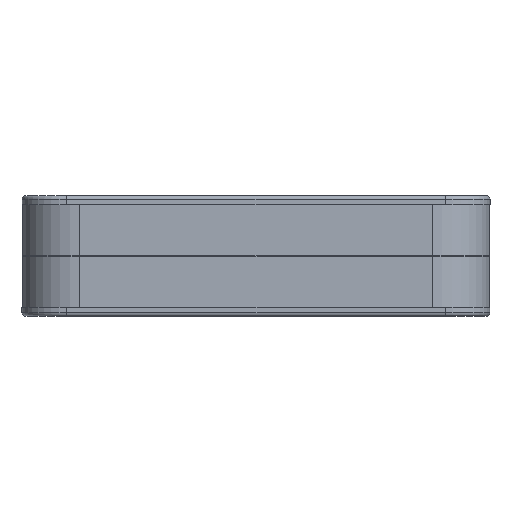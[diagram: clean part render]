
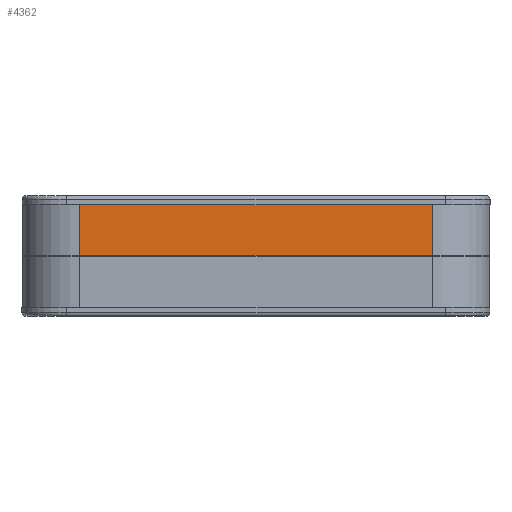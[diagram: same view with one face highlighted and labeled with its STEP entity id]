
A CAD part, front view. The second image highlights one B-rep face of the part: STEP entity #4362.
In plain terms, the highlighted planar face has unit normal (0, -1, 0).
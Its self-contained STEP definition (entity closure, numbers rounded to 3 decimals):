
#2140 = VERTEX_POINT ( 'NONE', #11258 ) ;
#2202 = EDGE_CURVE ( 'NONE', #2140, #2203, #11399, .T. ) ;
#2203 = VERTEX_POINT ( 'NONE', #11395 ) ;
#4362 = ADVANCED_FACE ( 'NONE', ( #14969 ), #14968, .F. ) ;
#4363 = EDGE_LOOP ( 'NONE', ( #4364, #4367, #4369, #4370 ) ) ;
#4364 = ORIENTED_EDGE ( 'NONE', *, *, #4365, .T. ) ;
#4365 = EDGE_CURVE ( 'NONE', #4384, #4366, #14963, .T. ) ;
#4366 = VERTEX_POINT ( 'NONE', #14959 ) ;
#4367 = ORIENTED_EDGE ( 'NONE', *, *, #4368, .F. ) ;
#4368 = EDGE_CURVE ( 'NONE', #2203, #4366, #14958, .T. ) ;
#4369 = ORIENTED_EDGE ( 'NONE', *, *, #2202, .F. ) ;
#4370 = ORIENTED_EDGE ( 'NONE', *, *, #4386, .T. ) ;
#4384 = VERTEX_POINT ( 'NONE', #14990 ) ;
#4386 = EDGE_CURVE ( 'NONE', #2140, #4384, #14989, .T. ) ;
#11258 = CARTESIAN_POINT ( 'NONE',  ( -55.1, -81.75, 16. ) ) ;
#11395 = CARTESIAN_POINT ( 'NONE',  ( 55.1, -81.75, 16. ) ) ;
#11396 = DIRECTION ( 'NONE',  ( 1., 0., 0. ) ) ;
#11397 = VECTOR ( 'NONE', #11396, 1000. ) ;
#11398 = CARTESIAN_POINT ( 'NONE',  ( -55.1, -81.75, 16. ) ) ;
#11399 = LINE ( 'NONE', #11398, #11397 ) ;
#14955 = DIRECTION ( 'NONE',  ( 0., 0., -1. ) ) ;
#14956 = VECTOR ( 'NONE', #14955, 1000. ) ;
#14957 = CARTESIAN_POINT ( 'NONE',  ( 55.1, -81.75, 16. ) ) ;
#14958 = LINE ( 'NONE', #14957, #14956 ) ;
#14959 = CARTESIAN_POINT ( 'NONE',  ( 55.1, -81.75, 0. ) ) ;
#14960 = DIRECTION ( 'NONE',  ( 1., 0., 0. ) ) ;
#14961 = VECTOR ( 'NONE', #14960, 1000. ) ;
#14962 = CARTESIAN_POINT ( 'NONE',  ( -55.1, -81.75, 0. ) ) ;
#14963 = LINE ( 'NONE', #14962, #14961 ) ;
#14964 = DIRECTION ( 'NONE',  ( 0., 0., 1. ) ) ;
#14965 = DIRECTION ( 'NONE',  ( 0., 1., 0. ) ) ;
#14966 = AXIS2_PLACEMENT_3D ( 'NONE', #14967, #14965, #14964 ) ;
#14967 = CARTESIAN_POINT ( 'NONE',  ( -55.1, -81.75, 16. ) ) ;
#14968 = PLANE ( 'NONE',  #14966 ) ;
#14969 = FACE_OUTER_BOUND ( 'NONE', #4363, .T. ) ;
#14986 = DIRECTION ( 'NONE',  ( 0., 0., -1. ) ) ;
#14987 = VECTOR ( 'NONE', #14986, 1000. ) ;
#14988 = CARTESIAN_POINT ( 'NONE',  ( -55.1, -81.75, 16. ) ) ;
#14989 = LINE ( 'NONE', #14988, #14987 ) ;
#14990 = CARTESIAN_POINT ( 'NONE',  ( -55.1, -81.75, 0. ) ) ;
